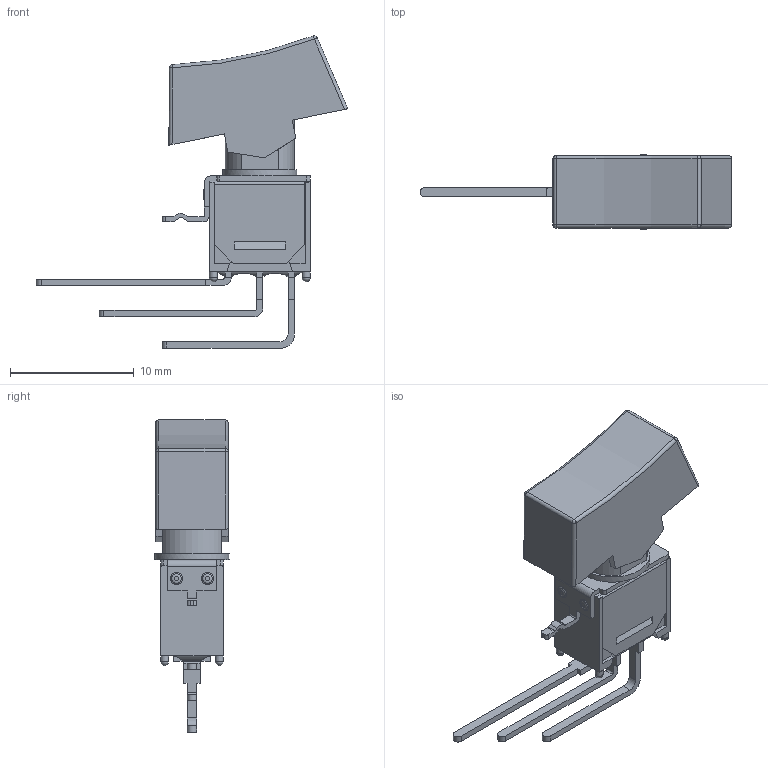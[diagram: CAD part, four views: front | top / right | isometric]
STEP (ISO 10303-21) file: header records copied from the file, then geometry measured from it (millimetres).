
FILE_DESCRIPTION((''),'2;1');
FILE_NAME('400MSPxR6xxxM71xE.stp','2017-07-12T09:17:29',('mroman'),(''),'Autodesk Inventor 2012','Autodesk Inventor 2012','');
FILE_SCHEMA(('CONFIG_CONTROL_DESIGN'));
Length unit declared in the file: inch
Products named in the file (1): 400MSPxR6xxxM71xE
Bounding box: 25.14 x 6 x 25.21 mm (x, y, z)
Volume: 446.9 mm3; surface area: 1365.4 mm2
Topology: 1 solids, 2 shells, 225 faces, 606 edges, 386 vertices
Faces by surface type: plane 162, cylinder 49, sphere 8, bspline 2, cone 2, torus 2
Full cylindrical faces by diameter (mm): 0.65 x4, 3.25 x1, 6 x1
Entity records: 6968 total; most frequent: CARTESIAN_POINT 1339, ORIENTED_EDGE 1170, DIRECTION 1144, EDGE_CURVE 585, VECTOR 456, LINE 456, VERTEX_POINT 379, AXIS2_PLACEMENT_3D 344
